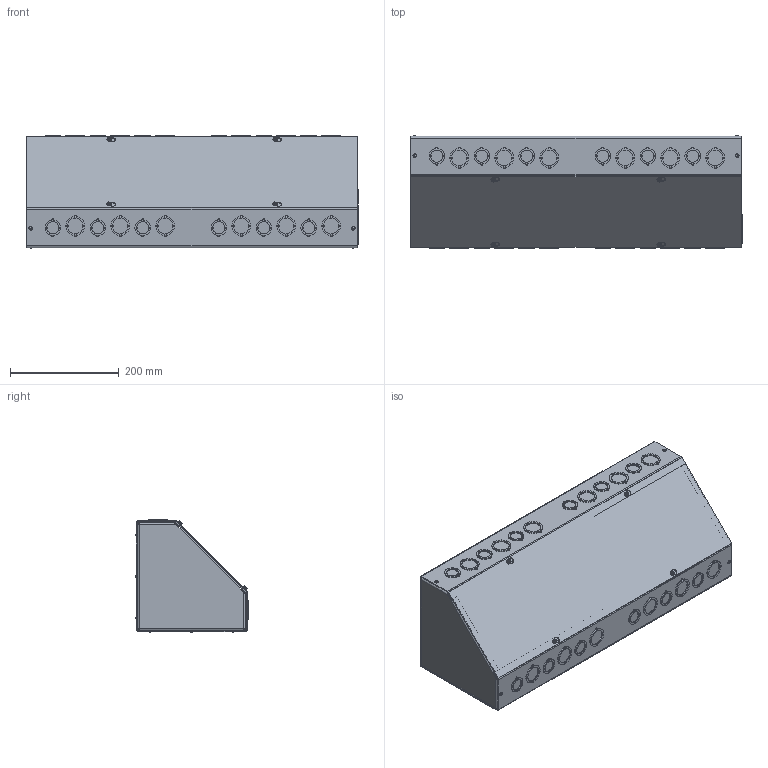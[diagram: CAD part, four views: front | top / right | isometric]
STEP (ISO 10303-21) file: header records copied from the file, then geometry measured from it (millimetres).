
FILE_DESCRIPTION (( 'STEP AP214' ), '1' );
FILE_NAME ('S8824AT.STEP', '2021-11-10T16:47:47', ( '' ), ( '' ), 'SwSTEP 2.0', 'SolidWorks 2021', '' );
FILE_SCHEMA (( 'AUTOMOTIVE_DESIGN' ));
Length unit declared in the file: inch
Products named in the file (1): S8824AT
Bounding box: 609.6 x 206.22 x 206.22 mm (x, y, z)
Volume: 998690.2 mm3; surface area: 1092249.7 mm2
Topology: 24 solids, 24 shells, 2984 faces, 8086 edges, 5047 vertices
Faces by surface type: plane 1564, cylinder 804, cone 288, bspline 280, torus 48
Entity records: 138404 total; most frequent: CARTESIAN_POINT 25578, ORIENTED_EDGE 16040, DIRECTION 14917, EDGE_CURVE 8020, VERTEX_POINT 5024, AXIS2_PLACEMENT_3D 4981, VECTOR 4955, LINE 4955
